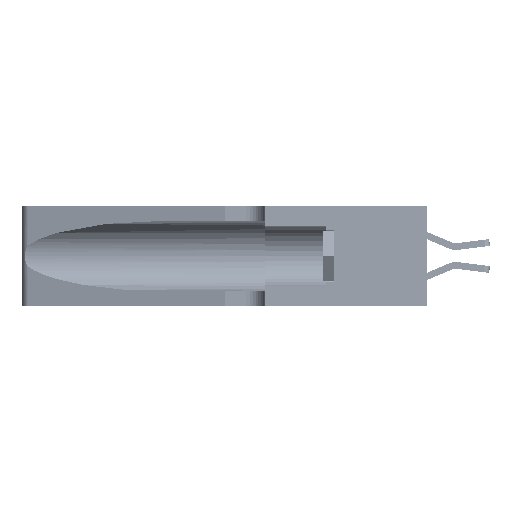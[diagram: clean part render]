
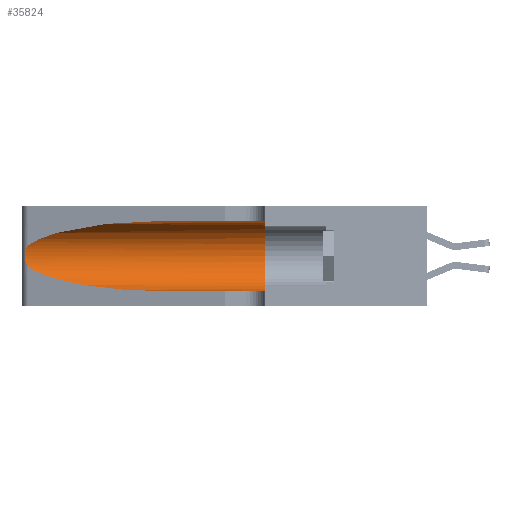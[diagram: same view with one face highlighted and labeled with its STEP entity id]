
A CAD part, left-side view. The second image highlights one B-rep face of the part: STEP entity #35824.
In plain terms, the highlighted cylindrical face has radius 3.308 mm (diameter 6.617 mm), a partial arc.
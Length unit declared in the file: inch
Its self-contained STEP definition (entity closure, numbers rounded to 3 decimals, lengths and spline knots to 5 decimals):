
#107 = AXIS2_PLACEMENT_3D ( 'NONE', #35748, #23492, #26354 ) ;
#1385 = VERTEX_POINT ( 'NONE', #12405 ) ;
#1607 = ORIENTED_EDGE ( 'NONE', *, *, #23416, .T. ) ;
#1670 = AXIS2_PLACEMENT_3D ( 'NONE', #31171, #2622, #14648 ) ;
#2606 = EDGE_CURVE ( 'NONE', #4603, #5741, #23146, .T. ) ;
#2622 = DIRECTION ( 'NONE',  ( 0., 1., 0. ) ) ;
#2754 = CARTESIAN_POINT ( 'NONE',  ( 0.25555, 1.22993, 0.14849 ) ) ;
#4536 = B_SPLINE_CURVE_WITH_KNOTS ( 'NONE', 3,
 ( #18150, #11915, #39767, #9865, #34562, #19205, #33776, #21255, #39897, #22172, #25288, #21393, #2754, #24385 ),
 .UNSPECIFIED., .F., .F.,
 ( 4, 2, 2, 2, 2, 2, 4 ),
 ( 0., 0.00027, 0.00053, 0.00107, 0.0016, 0.00187, 0.00214 ),
 .UNSPECIFIED. ) ;
#4603 = VERTEX_POINT ( 'NONE', #37262 ) ;
#5741 = VERTEX_POINT ( 'NONE', #15097 ) ;
#6183 = CARTESIAN_POINT ( 'NONE',  ( 0.2373, 1.15595, 0.28018 ) ) ;
#6537 = CARTESIAN_POINT ( 'NONE',  ( 0.1305, 1.61858, 0.31525 ) ) ;
#9356 = LINE ( 'NONE', #6537, #24864 ) ;
#9830 = ORIENTED_EDGE ( 'NONE', *, *, #15639, .F. ) ;
#9865 = CARTESIAN_POINT ( 'NONE',  ( 0.25787, 1.23484, 0.2124 ) ) ;
#10474 = ORIENTED_EDGE ( 'NONE', *, *, #19135, .T. ) ;
#10559 = CARTESIAN_POINT ( 'NONE',  ( 0.1305, 0.35, 0.05475 ) ) ;
#10962 = CIRCLE ( 'NONE', #1670, 0.13025 ) ;
#11731 =( BOUNDED_CURVE ( )  B_SPLINE_CURVE ( 3, ( #32590, #29658, #20043, #29513 ),
 .UNSPECIFIED., .F., .F. ) 
 B_SPLINE_CURVE_WITH_KNOTS ( ( 4, 4 ),
 ( 3.44316, 4.71239 ),
 .UNSPECIFIED. ) 
 CURVE ( )  GEOMETRIC_REPRESENTATION_ITEM ( )  RATIONAL_B_SPLINE_CURVE ( ( 1., 0.87, 0.87, 1. ) ) 
 REPRESENTATION_ITEM ( '' )  );
#11915 = CARTESIAN_POINT ( 'NONE',  ( 0.25555, 1.22994, 0.2215 ) ) ;
#12405 = CARTESIAN_POINT ( 'NONE',  ( 0.1305, 0.35, 0.31525 ) ) ;
#13475 = CYLINDRICAL_SURFACE ( 'NONE', #107, 0.13025 ) ;
#14128 = DIRECTION ( 'NONE',  ( 0., -1., 0. ) ) ;
#14648 = DIRECTION ( 'NONE',  ( 0., 0., 1. ) ) ;
#15097 = CARTESIAN_POINT ( 'NONE',  ( 0.25487, 1.22718, 0.22369 ) ) ;
#15333 = CARTESIAN_POINT ( 'NONE',  ( 0.18966, 0.96281, 0.31525 ) ) ;
#15587 = VERTEX_POINT ( 'NONE', #10559 ) ;
#15639 = EDGE_CURVE ( 'NONE', #4603, #1385, #9356, .T. ) ;
#15937 = ORIENTED_EDGE ( 'NONE', *, *, #2606, .T. ) ;
#16536 = CARTESIAN_POINT ( 'NONE',  ( 0.1305, 1.61858, 0.05475 ) ) ;
#16829 = CARTESIAN_POINT ( 'NONE',  ( 0.1305, 0.72297, 0.31525 ) ) ;
#18050 = EDGE_LOOP ( 'NONE', ( #15937, #1607, #10474, #20697, #29674, #9830 ) ) ;
#18150 = CARTESIAN_POINT ( 'NONE',  ( 0.25487, 1.22718, 0.22369 ) ) ;
#18394 = VECTOR ( 'NONE', #26757, 39.37008 ) ;
#18826 = LINE ( 'NONE', #16536, #18394 ) ;
#19135 = EDGE_CURVE ( 'NONE', #29386, #27505, #11731, .T. ) ;
#19205 = CARTESIAN_POINT ( 'NONE',  ( 0.26018, 1.23835, 0.19895 ) ) ;
#20043 = CARTESIAN_POINT ( 'NONE',  ( 0.18966, 0.96281, 0.05475 ) ) ;
#20093 = EDGE_CURVE ( 'NONE', #1385, #15587, #10962, .T. ) ;
#20690 = CARTESIAN_POINT ( 'NONE',  ( 0.25487, 1.22718, 0.14631 ) ) ;
#20697 = ORIENTED_EDGE ( 'NONE', *, *, #35800, .T. ) ;
#21255 = CARTESIAN_POINT ( 'NONE',  ( 0.26075, 1.23896, 0.178 ) ) ;
#21393 = CARTESIAN_POINT ( 'NONE',  ( 0.25639, 1.23186, 0.15144 ) ) ;
#22172 = CARTESIAN_POINT ( 'NONE',  ( 0.25856, 1.23593, 0.16098 ) ) ;
#22228 = FACE_OUTER_BOUND ( 'NONE', #18050, .T. ) ;
#23146 =( BOUNDED_CURVE ( )  B_SPLINE_CURVE ( 3, ( #16829, #15333, #6183, #25640 ),
 .UNSPECIFIED., .F., .F. ) 
 B_SPLINE_CURVE_WITH_KNOTS ( ( 4, 4 ),
 ( 1.5708, 2.84003 ),
 .UNSPECIFIED. ) 
 CURVE ( )  GEOMETRIC_REPRESENTATION_ITEM ( )  RATIONAL_B_SPLINE_CURVE ( ( 1., 0.87, 0.87, 1. ) ) 
 REPRESENTATION_ITEM ( '' )  );
#23416 = EDGE_CURVE ( 'NONE', #5741, #29386, #4536, .T. ) ;
#23492 = DIRECTION ( 'NONE',  ( 0., -1., 0. ) ) ;
#24385 = CARTESIAN_POINT ( 'NONE',  ( 0.25487, 1.22718, 0.14631 ) ) ;
#24864 = VECTOR ( 'NONE', #14128, 39.37008 ) ;
#25288 = CARTESIAN_POINT ( 'NONE',  ( 0.25789, 1.23486, 0.15765 ) ) ;
#25640 = CARTESIAN_POINT ( 'NONE',  ( 0.25487, 1.22718, 0.22369 ) ) ;
#26354 = DIRECTION ( 'NONE',  ( 0., 0., -1. ) ) ;
#26757 = DIRECTION ( 'NONE',  ( 0., -1., 0. ) ) ;
#27505 = VERTEX_POINT ( 'NONE', #31560 ) ;
#29386 = VERTEX_POINT ( 'NONE', #20690 ) ;
#29513 = CARTESIAN_POINT ( 'NONE',  ( 0.1305, 0.72297, 0.05475 ) ) ;
#29658 = CARTESIAN_POINT ( 'NONE',  ( 0.2373, 1.15595, 0.08982 ) ) ;
#29674 = ORIENTED_EDGE ( 'NONE', *, *, #20093, .F. ) ;
#31171 = CARTESIAN_POINT ( 'NONE',  ( 0.1305, 0.35, 0.185 ) ) ;
#31560 = CARTESIAN_POINT ( 'NONE',  ( 0.1305, 0.72297, 0.05475 ) ) ;
#32590 = CARTESIAN_POINT ( 'NONE',  ( 0.25487, 1.22718, 0.14631 ) ) ;
#33776 = CARTESIAN_POINT ( 'NONE',  ( 0.26075, 1.23896, 0.19203 ) ) ;
#34562 = CARTESIAN_POINT ( 'NONE',  ( 0.25854, 1.2359, 0.20912 ) ) ;
#35748 = CARTESIAN_POINT ( 'NONE',  ( 0.1305, 1.61858, 0.185 ) ) ;
#35800 = EDGE_CURVE ( 'NONE', #27505, #15587, #18826, .T. ) ;
#35824 = ADVANCED_FACE ( 'NONE', ( #22228 ), #13475, .F. ) ;
#37262 = CARTESIAN_POINT ( 'NONE',  ( 0.1305, 0.72297, 0.31525 ) ) ;
#39767 = CARTESIAN_POINT ( 'NONE',  ( 0.25639, 1.23184, 0.21858 ) ) ;
#39897 = CARTESIAN_POINT ( 'NONE',  ( 0.26017, 1.23833, 0.17102 ) ) ;
